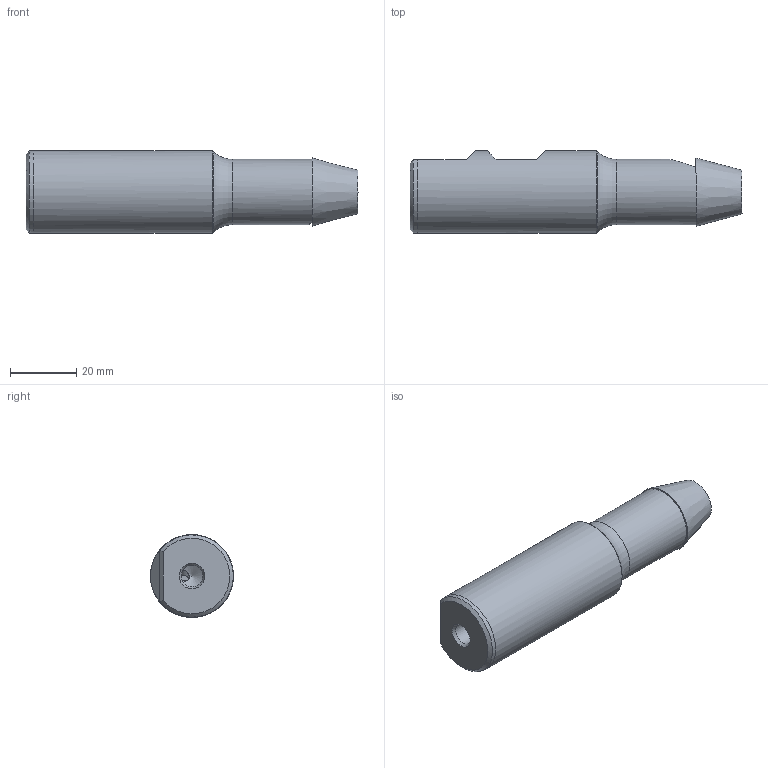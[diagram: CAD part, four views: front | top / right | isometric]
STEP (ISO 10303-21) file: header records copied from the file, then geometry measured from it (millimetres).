
FILE_DESCRIPTION (( 'STEP AP214' ), '1' );
FILE_NAME ('EF-75-82.STEP', '2014-03-21T08:09:46', ( '' ), ( '' ), 'SwSTEP 2.0', 'SolidWorks 2014', '' );
FILE_SCHEMA (( 'AUTOMOTIVE_DESIGN' ));
Length unit declared in the file: millimetre
Products named in the file (1): EF-75-82
Bounding box: 100 x 25 x 24.99 mm (x, y, z)
Volume: 35313.8 mm3; surface area: 9661.3 mm2
Topology: 1 solids, 1 shells, 39 faces, 104 edges, 65 vertices
Faces by surface type: plane 23, cone 10, cylinder 5, torus 1
Full cylindrical faces by diameter (mm): 3 x1, 6.5 x1, 19.7 x1, 25 x1
Entity records: 1324 total; most frequent: CARTESIAN_POINT 459, ORIENTED_EDGE 166, DIRECTION 140, EDGE_CURVE 83, VERTEX_POINT 57, AXIS2_PLACEMENT_3D 56, EDGE_LOOP 54, FACE_OUTER_BOUND 44
